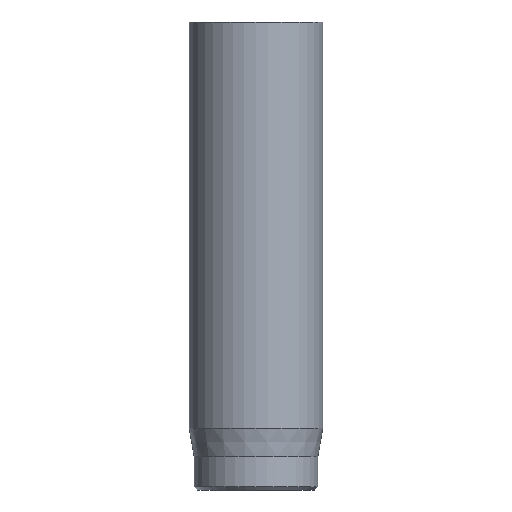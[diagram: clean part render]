
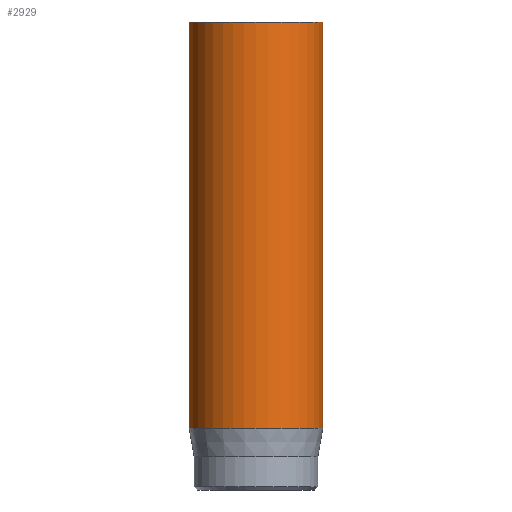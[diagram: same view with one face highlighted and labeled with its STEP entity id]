
A CAD part, front view. The second image highlights one B-rep face of the part: STEP entity #2929.
In plain terms, the highlighted cylindrical face has radius 2 mm (diameter 4 mm), a full revolution.
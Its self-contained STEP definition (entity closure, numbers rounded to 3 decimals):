
#74=CIRCLE('',#3112,2.);
#75=CIRCLE('',#3113,2.);
#76=CIRCLE('',#3115,2.);
#106=CYLINDRICAL_SURFACE('',#3114,2.);
#462=FACE_OUTER_BOUND('',#630,.T.);
#630=EDGE_LOOP('',(#2333,#2334,#2335,#2336,#2337));
#848=LINE('',#4904,#1071);
#1071=VECTOR('',#3436,2.);
#1330=VERTEX_POINT('',#4896);
#1331=VERTEX_POINT('',#4897);
#1332=VERTEX_POINT('',#4902);
#1710=EDGE_CURVE('',#1330,#1331,#74,.T.);
#1711=EDGE_CURVE('',#1331,#1330,#75,.T.);
#1713=EDGE_CURVE('',#1332,#1332,#76,.T.);
#1714=EDGE_CURVE('',#1332,#1330,#848,.T.);
#2333=ORIENTED_EDGE('',*,*,#1713,.T.);
#2334=ORIENTED_EDGE('',*,*,#1714,.T.);
#2335=ORIENTED_EDGE('',*,*,#1710,.T.);
#2336=ORIENTED_EDGE('',*,*,#1711,.T.);
#2337=ORIENTED_EDGE('',*,*,#1714,.F.);
#2929=ADVANCED_FACE('',(#462),#106,.T.);
#3112=AXIS2_PLACEMENT_3D('',#4898,#3427,#3428);
#3113=AXIS2_PLACEMENT_3D('',#4899,#3429,#3430);
#3114=AXIS2_PLACEMENT_3D('',#4901,#3432,#3433);
#3115=AXIS2_PLACEMENT_3D('',#4903,#3434,#3435);
#3427=DIRECTION('center_axis',(0.,0.,1.));
#3428=DIRECTION('ref_axis',(-1.,0.,0.));
#3429=DIRECTION('center_axis',(0.,0.,1.));
#3430=DIRECTION('ref_axis',(-1.,0.,0.));
#3432=DIRECTION('center_axis',(0.,0.,1.));
#3433=DIRECTION('ref_axis',(-1.,0.,0.));
#3434=DIRECTION('center_axis',(0.,0.,-1.));
#3435=DIRECTION('ref_axis',(-1.,0.,0.));
#3436=DIRECTION('',(0.,0.,-1.));
#4896=CARTESIAN_POINT('',(2.,0.,1.851));
#4897=CARTESIAN_POINT('',(-2.,0.,1.851));
#4898=CARTESIAN_POINT('Origin',(0.,0.,1.851));
#4899=CARTESIAN_POINT('Origin',(0.,0.,1.851));
#4901=CARTESIAN_POINT('Origin',(0.,0.,0.));
#4902=CARTESIAN_POINT('',(2.,0.,14.));
#4903=CARTESIAN_POINT('Origin',(0.,0.,14.));
#4904=CARTESIAN_POINT('',(2.,0.,0.));
